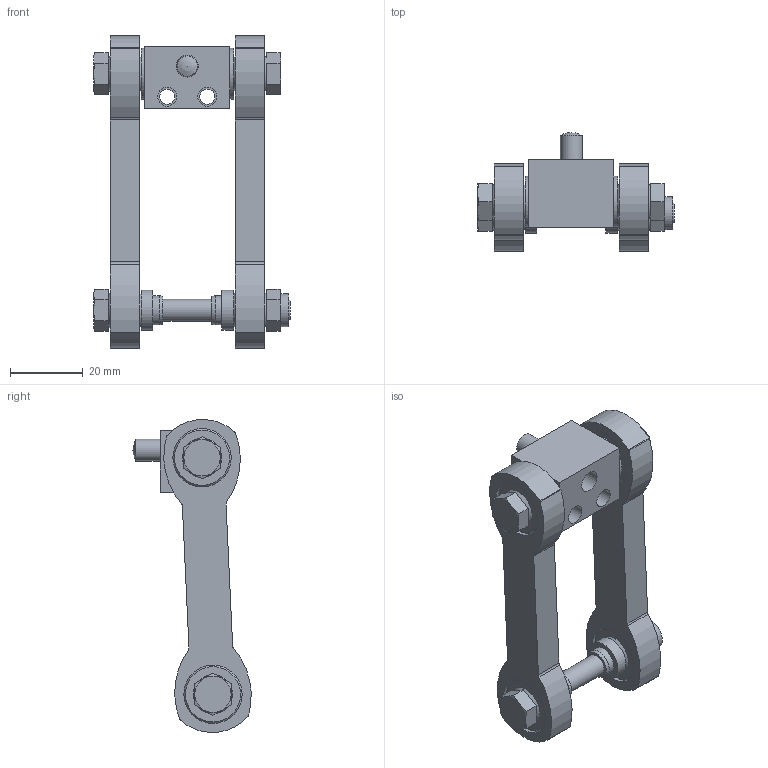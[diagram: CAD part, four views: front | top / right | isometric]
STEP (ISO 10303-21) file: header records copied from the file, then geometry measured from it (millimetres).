
FILE_DESCRIPTION(/* description */ ('STEP AP214'),/* implementation_level */ '2;1');
FILE_NAME(/* name */ '2349275_DARD-L1-25-M',/* time_stamp */ '2024-08-14T10:05:26+02:00',/* author */ ('License CC BY-ND 4.0'),/* organization */ ('CADENAS'),/* preprocessor_version */ 'ST-DEVELOPER v19.3',/* originating_system */ 'PARTsolutions',/* authorisation */ ' ');
FILE_SCHEMA (('AUTOMOTIVE_DESIGN {1 0 10303 214 3 1 1}'));
Length unit declared in the file: millimetre
Products named in the file (5): 2349275 DARD-L1-25-M; 2349275 DARD-L1-25-M_p2; 2349275 DARD-L1-25-M_f; 2349275 DARD-L1-25-M_klotz; DIN 6325 - 6x14(F)
Assembly tree (5 placements, depth 2):
  2349275 DARD-L1-25-M
    2349275 DARD-L1-25-M_p2
    2349275 DARD-L1-25-M_f  x2
    2349275 DARD-L1-25-M_klotz
    DIN 6325 - 6x14(F)
Bounding box: 54 x 32.49 x 85.91 mm (x, y, z)
Volume: 30233.5 mm3; surface area: 15883.4 mm2
Topology: 5 solids, 5 shells, 164 faces, 365 edges, 233 vertices
Faces by surface type: plane 66, cylinder 50, cone 38, sphere 10
Full cylindrical faces by diameter (mm): 4.134 x2, 5.2 x2, 6 x3, 8 x2, 9 x1, 11 x2, 14 x2, 16 x8
Entity records: 3528 total; most frequent: CARTESIAN_POINT 694, DIRECTION 580, ORIENTED_EDGE 482, AXIS2_PLACEMENT_3D 249, EDGE_CURVE 241, EDGE_LOOP 196, FACE_BOUND 196, VERTEX_POINT 171
